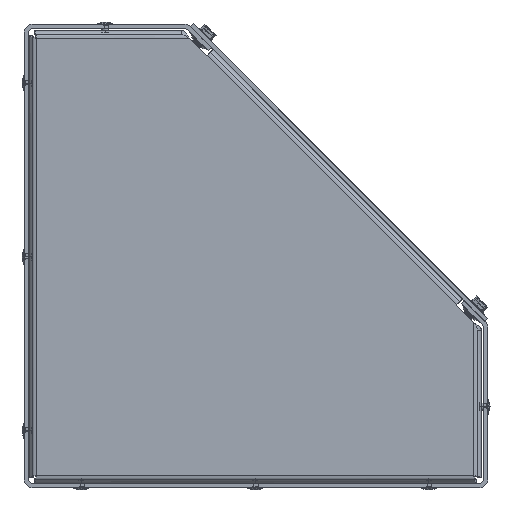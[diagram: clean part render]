
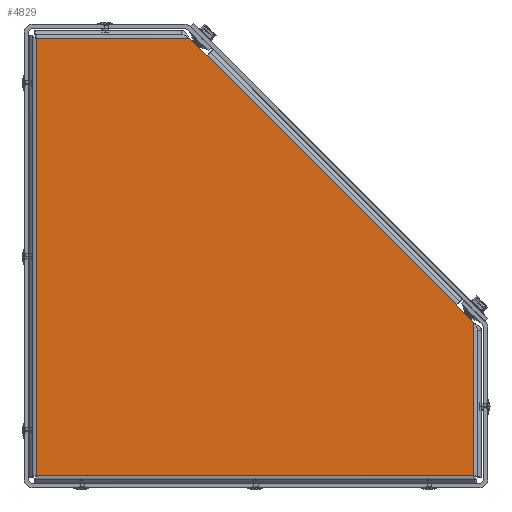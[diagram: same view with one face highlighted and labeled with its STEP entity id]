
A CAD part, left-side view. The second image highlights one B-rep face of the part: STEP entity #4829.
In plain terms, the highlighted planar face has unit normal (-1, 0, 0).
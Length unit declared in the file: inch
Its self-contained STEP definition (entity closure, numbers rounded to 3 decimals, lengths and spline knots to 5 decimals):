
#664 = CARTESIAN_POINT ( 'NONE',  ( -30.38335, 4.05056, -2.7895 ) ) ;
#4142 = LINE ( 'NONE', #28333, #6661 ) ;
#4829 = ADVANCED_FACE ( 'NONE', ( #64467 ), #10035, .T. ) ;
#6477 = ORIENTED_EDGE ( 'NONE', *, *, #73576, .T. ) ;
#6661 = VECTOR ( 'NONE', #50961, 39.37008 ) ;
#7683 = CARTESIAN_POINT ( 'NONE',  ( -30.38335, 1.09876, 4.46551 ) ) ;
#9129 = DIRECTION ( 'NONE',  ( 0., 0.707, 0.707 ) ) ;
#9850 = ORIENTED_EDGE ( 'NONE', *, *, #34793, .F. ) ;
#10035 = PLANE ( 'NONE',  #46182 ) ;
#11547 = DIRECTION ( 'NONE',  ( 0., 1., 0. ) ) ;
#13232 = VECTOR ( 'NONE', #69805, 39.37008 ) ;
#13500 = ORIENTED_EDGE ( 'NONE', *, *, #24901, .T. ) ;
#14812 = DIRECTION ( 'NONE',  ( 0., 0., -1. ) ) ;
#15721 = VECTOR ( 'NONE', #9129, 39.37008 ) ;
#16221 = CARTESIAN_POINT ( 'NONE',  ( -30.38335, 1.10703, 4.45723 ) ) ;
#16307 = CARTESIAN_POINT ( 'NONE',  ( -30.38335, -3.49719, -0.147 ) ) ;
#18630 = ORIENTED_EDGE ( 'NONE', *, *, #33653, .T. ) ;
#19280 = EDGE_CURVE ( 'NONE', #38066, #54038, #52275, .T. ) ;
#20228 = VECTOR ( 'NONE', #35894, 39.37008 ) ;
#20581 = DIRECTION ( 'NONE',  ( 0., 1., 0. ) ) ;
#21501 = LINE ( 'NONE', #31326, #13232 ) ;
#24901 = EDGE_CURVE ( 'NONE', #55670, #91314, #40580, .T. ) ;
#25510 = CARTESIAN_POINT ( 'NONE',  ( -30.38335, 4.05056, 4.75825 ) ) ;
#27462 = DIRECTION ( 'NONE',  ( 0., 0.707, -0.707 ) ) ;
#28333 = CARTESIAN_POINT ( 'NONE',  ( -30.38335, 0.85014, -2.7895 ) ) ;
#28504 = CARTESIAN_POINT ( 'NONE',  ( -30.38335, -3.30097, 0.25882 ) ) ;
#30391 = LINE ( 'NONE', #98681, #95717 ) ;
#31110 = VERTEX_POINT ( 'NONE', #64226 ) ;
#31326 = CARTESIAN_POINT ( 'NONE',  ( -30.38335, 1.10703, 4.45723 ) ) ;
#33653 = EDGE_CURVE ( 'NONE', #52027, #55670, #4142, .T. ) ;
#34184 = DIRECTION ( 'NONE',  ( -1., 0., 0. ) ) ;
#34793 = EDGE_CURVE ( 'NONE', #38066, #94993, #21501, .T. ) ;
#35082 = VECTOR ( 'NONE', #35720, 39.37008 ) ;
#35720 = DIRECTION ( 'NONE',  ( 0., 0.707, 0.707 ) ) ;
#35894 = DIRECTION ( 'NONE',  ( 0., 0.707, 0.707 ) ) ;
#38022 = CARTESIAN_POINT ( 'NONE',  ( -30.38335, -3.20445, 0.1623 ) ) ;
#38066 = VERTEX_POINT ( 'NONE', #16221 ) ;
#40472 = ORIENTED_EDGE ( 'NONE', *, *, #45293, .T. ) ;
#40580 = LINE ( 'NONE', #86787, #89464 ) ;
#42779 = EDGE_CURVE ( 'NONE', #91314, #31110, #86198, .T. ) ;
#44958 = CARTESIAN_POINT ( 'NONE',  ( -30.38335, 1.40806, 4.75825 ) ) ;
#45293 = EDGE_CURVE ( 'NONE', #75935, #52027, #54352, .T. ) ;
#46182 = AXIS2_PLACEMENT_3D ( 'NONE', #50094, #34184, #11547 ) ;
#50094 = CARTESIAN_POINT ( 'NONE',  ( -30.38335, 0.85014, 0.41092 ) ) ;
#50110 = LINE ( 'NONE', #98839, #35082 ) ;
#50961 = DIRECTION ( 'NONE',  ( 0., -1., 0. ) ) ;
#51017 = EDGE_CURVE ( 'NONE', #53575, #31110, #98359, .T. ) ;
#52027 = VERTEX_POINT ( 'NONE', #664 ) ;
#52275 = LINE ( 'NONE', #83124, #20228 ) ;
#53575 = VERTEX_POINT ( 'NONE', #38022 ) ;
#53837 = CARTESIAN_POINT ( 'NONE',  ( -30.38335, 4.05056, 0.41092 ) ) ;
#54038 = VERTEX_POINT ( 'NONE', #44958 ) ;
#54352 = LINE ( 'NONE', #53837, #71984 ) ;
#55670 = VERTEX_POINT ( 'NONE', #80631 ) ;
#55862 = VECTOR ( 'NONE', #27462, 39.37008 ) ;
#62330 = CARTESIAN_POINT ( 'NONE',  ( -30.38335, -3.49719, -0.147 ) ) ;
#64162 = DIRECTION ( 'NONE',  ( 0., 0., 1. ) ) ;
#64226 = CARTESIAN_POINT ( 'NONE',  ( -30.38335, -3.19617, 0.15402 ) ) ;
#64467 = FACE_OUTER_BOUND ( 'NONE', #83274, .T. ) ;
#69805 = DIRECTION ( 'NONE',  ( 0., -0.707, 0.707 ) ) ;
#71984 = VECTOR ( 'NONE', #14812, 39.37008 ) ;
#73576 = EDGE_CURVE ( 'NONE', #53575, #94993, #50110, .T. ) ;
#75935 = VERTEX_POINT ( 'NONE', #25510 ) ;
#80631 = CARTESIAN_POINT ( 'NONE',  ( -30.38335, -3.49719, -2.7895 ) ) ;
#80636 = ORIENTED_EDGE ( 'NONE', *, *, #51017, .F. ) ;
#83124 = CARTESIAN_POINT ( 'NONE',  ( -30.38335, 1.10703, 4.45723 ) ) ;
#83274 = EDGE_LOOP ( 'NONE', ( #9850, #97035, #90211, #40472, #18630, #13500, #83555, #80636, #6477 ) ) ;
#83555 = ORIENTED_EDGE ( 'NONE', *, *, #42779, .T. ) ;
#86198 = LINE ( 'NONE', #16307, #15721 ) ;
#86787 = CARTESIAN_POINT ( 'NONE',  ( -30.38335, -3.49719, 0.41092 ) ) ;
#89464 = VECTOR ( 'NONE', #64162, 39.37008 ) ;
#90211 = ORIENTED_EDGE ( 'NONE', *, *, #97934, .T. ) ;
#91314 = VERTEX_POINT ( 'NONE', #62330 ) ;
#94993 = VERTEX_POINT ( 'NONE', #7683 ) ;
#95717 = VECTOR ( 'NONE', #20581, 39.37008 ) ;
#97035 = ORIENTED_EDGE ( 'NONE', *, *, #19280, .T. ) ;
#97934 = EDGE_CURVE ( 'NONE', #54038, #75935, #30391, .T. ) ;
#98359 = LINE ( 'NONE', #28504, #55862 ) ;
#98681 = CARTESIAN_POINT ( 'NONE',  ( -30.38335, 0.85014, 4.75825 ) ) ;
#98839 = CARTESIAN_POINT ( 'NONE',  ( -30.38335, -3.20445, 0.1623 ) ) ;
